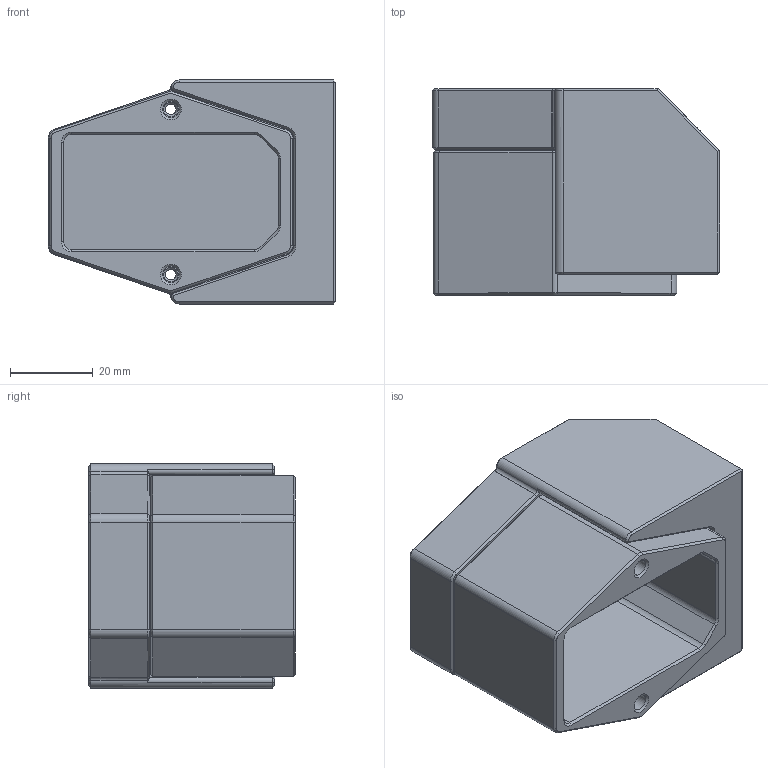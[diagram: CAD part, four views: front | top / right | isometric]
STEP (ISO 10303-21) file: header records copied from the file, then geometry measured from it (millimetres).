
FILE_DESCRIPTION(/* description */ (''),/* implementation_level */ '2;1');
FILE_NAME(/* name */ 'IEC Socket.step',/* time_stamp */ '2019-07-31T13:24:23+01:00',/* author */ (''),/* organization */ (''),/* preprocessor_version */ 'ST-DEVELOPER v18',/* originating_system */ 'Autodesk Translation Framework v8.2.0.1029',/* authorisation */ '');
FILE_SCHEMA (('AUTOMOTIVE_DESIGN { 1 0 10303 214 3 1 1 }'));
Length unit declared in the file: millimetre
Products named in the file (1): IEC Socket
Bounding box: 69.75 x 50 x 54.28 mm (x, y, z)
Volume: 78533.9 mm3; surface area: 33160.7 mm2
Topology: 2 solids, 2 shells, 197 faces, 457 edges, 264 vertices
Faces by surface type: plane 89, cone 64, cylinder 40, bspline 4
Full cylindrical faces by diameter (mm): 2.5 x2, 4 x2, 6.5 x2, 13 x2
Entity records: 5686 total; most frequent: CARTESIAN_POINT 1115, DIRECTION 975, ORIENTED_EDGE 914, EDGE_CURVE 457, AXIS2_PLACEMENT_3D 338, LINE 299, VECTOR 299, VERTEX_POINT 264
